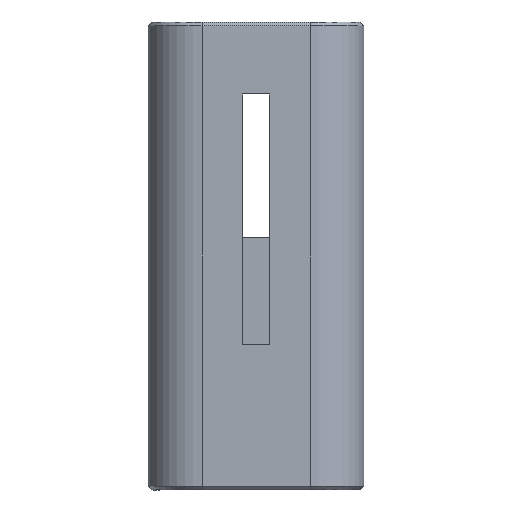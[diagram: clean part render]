
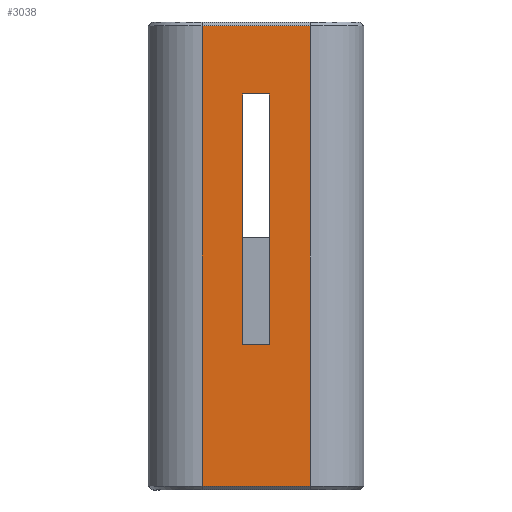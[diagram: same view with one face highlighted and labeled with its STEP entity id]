
A CAD part, front view. The second image highlights one B-rep face of the part: STEP entity #3038.
In plain terms, the highlighted planar face has unit normal (0, -1, 0).
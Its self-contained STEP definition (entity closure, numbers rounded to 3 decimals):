
#366 = PLANE('',#367);
#367 = AXIS2_PLACEMENT_3D('',#368,#369,#370);
#368 = CARTESIAN_POINT('',(0.75,-3.,22.));
#369 = DIRECTION('',(0.,0.,1.));
#370 = DIRECTION('',(-1.,-0.,0.));
#648 = PLANE('',#649);
#649 = AXIS2_PLACEMENT_3D('',#650,#651,#652);
#650 = CARTESIAN_POINT('',(-0.75,-3.,22.));
#651 = DIRECTION('',(-1.,0.,-0.));
#652 = DIRECTION('',(0.,0.,-1.));
#703 = PLANE('',#704);
#704 = AXIS2_PLACEMENT_3D('',#705,#706,#707);
#705 = CARTESIAN_POINT('',(0.75,-3.,14.));
#706 = DIRECTION('',(1.,0.,-0.));
#707 = DIRECTION('',(0.,0.,1.));
#1407 = VERTEX_POINT('',#1408);
#1408 = CARTESIAN_POINT('',(-0.75,-3.,22.));
#1429 = EDGE_CURVE('',#1430,#1407,#1432,.T.);
#1430 = VERTEX_POINT('',#1431);
#1431 = CARTESIAN_POINT('',(0.75,-3.,22.));
#1432 = SURFACE_CURVE('',#1433,(#1437,#1444),.PCURVE_S1.);
#1433 = LINE('',#1434,#1435);
#1434 = CARTESIAN_POINT('',(0.75,-3.,22.));
#1435 = VECTOR('',#1436,1.);
#1436 = DIRECTION('',(-1.,-0.,0.));
#1437 = PCURVE('',#366,#1438);
#1438 = DEFINITIONAL_REPRESENTATION('',(#1439),#1443);
#1439 = LINE('',#1440,#1441);
#1440 = CARTESIAN_POINT('',(0.,0.));
#1441 = VECTOR('',#1442,1.);
#1442 = DIRECTION('',(1.,0.));
#1443 = ( GEOMETRIC_REPRESENTATION_CONTEXT(2) 
PARAMETRIC_REPRESENTATION_CONTEXT() REPRESENTATION_CONTEXT('2D SPACE',''
  ) );
#1444 = PCURVE('',#1445,#1450);
#1445 = PLANE('',#1446);
#1446 = AXIS2_PLACEMENT_3D('',#1447,#1448,#1449);
#1447 = CARTESIAN_POINT('',(-3.,-3.,0.));
#1448 = DIRECTION('',(0.,1.,0.));
#1449 = DIRECTION('',(1.,0.,0.));
#1450 = DEFINITIONAL_REPRESENTATION('',(#1451),#1455);
#1451 = LINE('',#1452,#1453);
#1452 = CARTESIAN_POINT('',(3.75,-22.));
#1453 = VECTOR('',#1454,1.);
#1454 = DIRECTION('',(-1.,-0.));
#1455 = ( GEOMETRIC_REPRESENTATION_CONTEXT(2) 
PARAMETRIC_REPRESENTATION_CONTEXT() REPRESENTATION_CONTEXT('2D SPACE',''
  ) );
#1767 = EDGE_CURVE('',#1407,#1768,#1770,.T.);
#1768 = VERTEX_POINT('',#1769);
#1769 = CARTESIAN_POINT('',(-0.75,-3.,8.1));
#1770 = SURFACE_CURVE('',#1771,(#1775,#1782),.PCURVE_S1.);
#1771 = LINE('',#1772,#1773);
#1772 = CARTESIAN_POINT('',(-0.75,-3.,22.));
#1773 = VECTOR('',#1774,1.);
#1774 = DIRECTION('',(0.,0.,-1.));
#1775 = PCURVE('',#648,#1776);
#1776 = DEFINITIONAL_REPRESENTATION('',(#1777),#1781);
#1777 = LINE('',#1778,#1779);
#1778 = CARTESIAN_POINT('',(0.,0.));
#1779 = VECTOR('',#1780,1.);
#1780 = DIRECTION('',(1.,0.));
#1781 = ( GEOMETRIC_REPRESENTATION_CONTEXT(2) 
PARAMETRIC_REPRESENTATION_CONTEXT() REPRESENTATION_CONTEXT('2D SPACE',''
  ) );
#1782 = PCURVE('',#1445,#1783);
#1783 = DEFINITIONAL_REPRESENTATION('',(#1784),#1788);
#1784 = LINE('',#1785,#1786);
#1785 = CARTESIAN_POINT('',(2.25,-22.));
#1786 = VECTOR('',#1787,1.);
#1787 = DIRECTION('',(0.,1.));
#1788 = ( GEOMETRIC_REPRESENTATION_CONTEXT(2) 
PARAMETRIC_REPRESENTATION_CONTEXT() REPRESENTATION_CONTEXT('2D SPACE',''
  ) );
#1830 = PLANE('',#1831);
#1831 = AXIS2_PLACEMENT_3D('',#1832,#1833,#1834);
#1832 = CARTESIAN_POINT('',(-0.75,-3.,8.1));
#1833 = DIRECTION('',(0.,0.,-1.));
#1834 = DIRECTION('',(1.,0.,0.));
#1894 = EDGE_CURVE('',#1895,#1430,#1897,.T.);
#1895 = VERTEX_POINT('',#1896);
#1896 = CARTESIAN_POINT('',(0.75,-3.,8.1));
#1897 = SURFACE_CURVE('',#1898,(#1902,#1909),.PCURVE_S1.);
#1898 = LINE('',#1899,#1900);
#1899 = CARTESIAN_POINT('',(0.75,-3.,8.1));
#1900 = VECTOR('',#1901,1.);
#1901 = DIRECTION('',(0.,0.,1.));
#1902 = PCURVE('',#703,#1903);
#1903 = DEFINITIONAL_REPRESENTATION('',(#1904),#1908);
#1904 = LINE('',#1905,#1906);
#1905 = CARTESIAN_POINT('',(-5.9,0.));
#1906 = VECTOR('',#1907,1.);
#1907 = DIRECTION('',(1.,0.));
#1908 = ( GEOMETRIC_REPRESENTATION_CONTEXT(2) 
PARAMETRIC_REPRESENTATION_CONTEXT() REPRESENTATION_CONTEXT('2D SPACE',''
  ) );
#1909 = PCURVE('',#1445,#1910);
#1910 = DEFINITIONAL_REPRESENTATION('',(#1911),#1915);
#1911 = LINE('',#1912,#1913);
#1912 = CARTESIAN_POINT('',(3.75,-8.1));
#1913 = VECTOR('',#1914,1.);
#1914 = DIRECTION('',(0.,-1.));
#1915 = ( GEOMETRIC_REPRESENTATION_CONTEXT(2) 
PARAMETRIC_REPRESENTATION_CONTEXT() REPRESENTATION_CONTEXT('2D SPACE',''
  ) );
#2555 = PLANE('',#2556);
#2556 = AXIS2_PLACEMENT_3D('',#2557,#2558,#2559);
#2557 = CARTESIAN_POINT('',(-3.,-2.9,25.9));
#2558 = DIRECTION('',(0.,0.707,-0.707));
#2559 = DIRECTION('',(1.,0.,0.));
#3038 = ADVANCED_FACE('',(#3039,#3148),#1445,.F.);
#3039 = FACE_BOUND('',#3040,.F.);
#3040 = EDGE_LOOP('',(#3041,#3071,#3094,#3122));
#3041 = ORIENTED_EDGE('',*,*,#3042,.T.);
#3042 = EDGE_CURVE('',#3043,#3045,#3047,.T.);
#3043 = VERTEX_POINT('',#3044);
#3044 = CARTESIAN_POINT('',(-3.,-3.,0.2));
#3045 = VERTEX_POINT('',#3046);
#3046 = CARTESIAN_POINT('',(-3.,-3.,25.8));
#3047 = SURFACE_CURVE('',#3048,(#3052,#3059),.PCURVE_S1.);
#3048 = LINE('',#3049,#3050);
#3049 = CARTESIAN_POINT('',(-3.,-3.,0.));
#3050 = VECTOR('',#3051,1.);
#3051 = DIRECTION('',(0.,0.,1.));
#3052 = PCURVE('',#1445,#3053);
#3053 = DEFINITIONAL_REPRESENTATION('',(#3054),#3058);
#3054 = LINE('',#3055,#3056);
#3055 = CARTESIAN_POINT('',(0.,0.));
#3056 = VECTOR('',#3057,1.);
#3057 = DIRECTION('',(0.,-1.));
#3058 = ( GEOMETRIC_REPRESENTATION_CONTEXT(2) 
PARAMETRIC_REPRESENTATION_CONTEXT() REPRESENTATION_CONTEXT('2D SPACE',''
  ) );
#3059 = PCURVE('',#3060,#3065);
#3060 = CYLINDRICAL_SURFACE('',#3061,3.);
#3061 = AXIS2_PLACEMENT_3D('',#3062,#3063,#3064);
#3062 = CARTESIAN_POINT('',(-3.,0.,0.));
#3063 = DIRECTION('',(-0.,-0.,-1.));
#3064 = DIRECTION('',(1.,0.,0.));
#3065 = DEFINITIONAL_REPRESENTATION('',(#3066),#3070);
#3066 = LINE('',#3067,#3068);
#3067 = CARTESIAN_POINT('',(-4.712,0.));
#3068 = VECTOR('',#3069,1.);
#3069 = DIRECTION('',(-0.,-1.));
#3070 = ( GEOMETRIC_REPRESENTATION_CONTEXT(2) 
PARAMETRIC_REPRESENTATION_CONTEXT() REPRESENTATION_CONTEXT('2D SPACE',''
  ) );
#3071 = ORIENTED_EDGE('',*,*,#3072,.T.);
#3072 = EDGE_CURVE('',#3045,#3073,#3075,.T.);
#3073 = VERTEX_POINT('',#3074);
#3074 = CARTESIAN_POINT('',(3.,-3.,25.8));
#3075 = SURFACE_CURVE('',#3076,(#3080,#3087),.PCURVE_S1.);
#3076 = LINE('',#3077,#3078);
#3077 = CARTESIAN_POINT('',(-3.,-3.,25.8));
#3078 = VECTOR('',#3079,1.);
#3079 = DIRECTION('',(1.,0.,0.));
#3080 = PCURVE('',#1445,#3081);
#3081 = DEFINITIONAL_REPRESENTATION('',(#3082),#3086);
#3082 = LINE('',#3083,#3084);
#3083 = CARTESIAN_POINT('',(0.,-25.8));
#3084 = VECTOR('',#3085,1.);
#3085 = DIRECTION('',(1.,0.));
#3086 = ( GEOMETRIC_REPRESENTATION_CONTEXT(2) 
PARAMETRIC_REPRESENTATION_CONTEXT() REPRESENTATION_CONTEXT('2D SPACE',''
  ) );
#3087 = PCURVE('',#2555,#3088);
#3088 = DEFINITIONAL_REPRESENTATION('',(#3089),#3093);
#3089 = LINE('',#3090,#3091);
#3090 = CARTESIAN_POINT('',(0.,0.141));
#3091 = VECTOR('',#3092,1.);
#3092 = DIRECTION('',(1.,0.));
#3093 = ( GEOMETRIC_REPRESENTATION_CONTEXT(2) 
PARAMETRIC_REPRESENTATION_CONTEXT() REPRESENTATION_CONTEXT('2D SPACE',''
  ) );
#3094 = ORIENTED_EDGE('',*,*,#3095,.F.);
#3095 = EDGE_CURVE('',#3096,#3073,#3098,.T.);
#3096 = VERTEX_POINT('',#3097);
#3097 = CARTESIAN_POINT('',(3.,-3.,0.2));
#3098 = SURFACE_CURVE('',#3099,(#3103,#3110),.PCURVE_S1.);
#3099 = LINE('',#3100,#3101);
#3100 = CARTESIAN_POINT('',(3.,-3.,0.));
#3101 = VECTOR('',#3102,1.);
#3102 = DIRECTION('',(0.,0.,1.));
#3103 = PCURVE('',#1445,#3104);
#3104 = DEFINITIONAL_REPRESENTATION('',(#3105),#3109);
#3105 = LINE('',#3106,#3107);
#3106 = CARTESIAN_POINT('',(6.,0.));
#3107 = VECTOR('',#3108,1.);
#3108 = DIRECTION('',(0.,-1.));
#3109 = ( GEOMETRIC_REPRESENTATION_CONTEXT(2) 
PARAMETRIC_REPRESENTATION_CONTEXT() REPRESENTATION_CONTEXT('2D SPACE',''
  ) );
#3110 = PCURVE('',#3111,#3116);
#3111 = CYLINDRICAL_SURFACE('',#3112,3.);
#3112 = AXIS2_PLACEMENT_3D('',#3113,#3114,#3115);
#3113 = CARTESIAN_POINT('',(3.,0.,0.));
#3114 = DIRECTION('',(-0.,-0.,-1.));
#3115 = DIRECTION('',(1.,0.,0.));
#3116 = DEFINITIONAL_REPRESENTATION('',(#3117),#3121);
#3117 = LINE('',#3118,#3119);
#3118 = CARTESIAN_POINT('',(-4.712,0.));
#3119 = VECTOR('',#3120,1.);
#3120 = DIRECTION('',(-0.,-1.));
#3121 = ( GEOMETRIC_REPRESENTATION_CONTEXT(2) 
PARAMETRIC_REPRESENTATION_CONTEXT() REPRESENTATION_CONTEXT('2D SPACE',''
  ) );
#3122 = ORIENTED_EDGE('',*,*,#3123,.F.);
#3123 = EDGE_CURVE('',#3043,#3096,#3124,.T.);
#3124 = SURFACE_CURVE('',#3125,(#3129,#3136),.PCURVE_S1.);
#3125 = LINE('',#3126,#3127);
#3126 = CARTESIAN_POINT('',(-3.,-3.,0.2));
#3127 = VECTOR('',#3128,1.);
#3128 = DIRECTION('',(1.,0.,0.));
#3129 = PCURVE('',#1445,#3130);
#3130 = DEFINITIONAL_REPRESENTATION('',(#3131),#3135);
#3131 = LINE('',#3132,#3133);
#3132 = CARTESIAN_POINT('',(0.,-0.2));
#3133 = VECTOR('',#3134,1.);
#3134 = DIRECTION('',(1.,0.));
#3135 = ( GEOMETRIC_REPRESENTATION_CONTEXT(2) 
PARAMETRIC_REPRESENTATION_CONTEXT() REPRESENTATION_CONTEXT('2D SPACE',''
  ) );
#3136 = PCURVE('',#3137,#3142);
#3137 = PLANE('',#3138);
#3138 = AXIS2_PLACEMENT_3D('',#3139,#3140,#3141);
#3139 = CARTESIAN_POINT('',(-3.,-2.9,0.1));
#3140 = DIRECTION('',(0.,-0.707,
    -0.707));
#3141 = DIRECTION('',(-1.,0.,0.));
#3142 = DEFINITIONAL_REPRESENTATION('',(#3143),#3147);
#3143 = LINE('',#3144,#3145);
#3144 = CARTESIAN_POINT('',(-0.,-0.141));
#3145 = VECTOR('',#3146,1.);
#3146 = DIRECTION('',(-1.,0.));
#3147 = ( GEOMETRIC_REPRESENTATION_CONTEXT(2) 
PARAMETRIC_REPRESENTATION_CONTEXT() REPRESENTATION_CONTEXT('2D SPACE',''
  ) );
#3148 = FACE_BOUND('',#3149,.F.);
#3149 = EDGE_LOOP('',(#3150,#3151,#3172,#3173));
#3150 = ORIENTED_EDGE('',*,*,#1767,.T.);
#3151 = ORIENTED_EDGE('',*,*,#3152,.T.);
#3152 = EDGE_CURVE('',#1768,#1895,#3153,.T.);
#3153 = SURFACE_CURVE('',#3154,(#3158,#3165),.PCURVE_S1.);
#3154 = LINE('',#3155,#3156);
#3155 = CARTESIAN_POINT('',(-0.75,-3.,8.1));
#3156 = VECTOR('',#3157,1.);
#3157 = DIRECTION('',(1.,0.,0.));
#3158 = PCURVE('',#1445,#3159);
#3159 = DEFINITIONAL_REPRESENTATION('',(#3160),#3164);
#3160 = LINE('',#3161,#3162);
#3161 = CARTESIAN_POINT('',(2.25,-8.1));
#3162 = VECTOR('',#3163,1.);
#3163 = DIRECTION('',(1.,0.));
#3164 = ( GEOMETRIC_REPRESENTATION_CONTEXT(2) 
PARAMETRIC_REPRESENTATION_CONTEXT() REPRESENTATION_CONTEXT('2D SPACE',''
  ) );
#3165 = PCURVE('',#1830,#3166);
#3166 = DEFINITIONAL_REPRESENTATION('',(#3167),#3171);
#3167 = LINE('',#3168,#3169);
#3168 = CARTESIAN_POINT('',(0.,0.));
#3169 = VECTOR('',#3170,1.);
#3170 = DIRECTION('',(1.,0.));
#3171 = ( GEOMETRIC_REPRESENTATION_CONTEXT(2) 
PARAMETRIC_REPRESENTATION_CONTEXT() REPRESENTATION_CONTEXT('2D SPACE',''
  ) );
#3172 = ORIENTED_EDGE('',*,*,#1894,.T.);
#3173 = ORIENTED_EDGE('',*,*,#1429,.T.);
